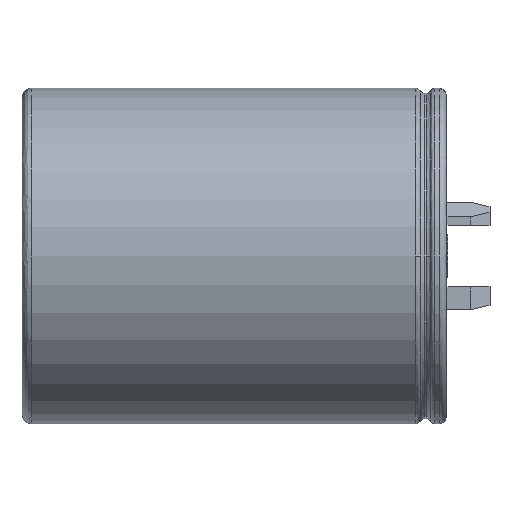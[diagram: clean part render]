
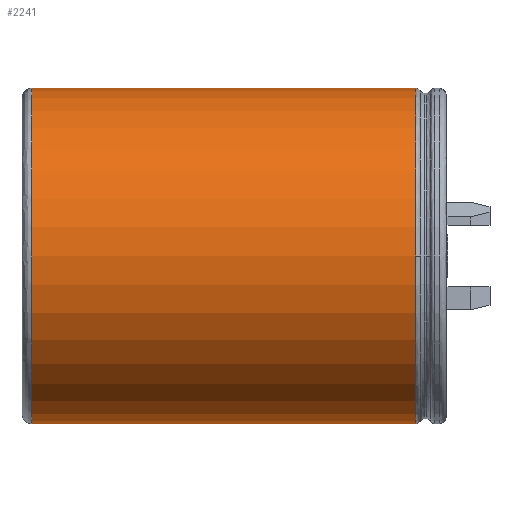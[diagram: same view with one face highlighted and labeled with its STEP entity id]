
A CAD part, left-side view. The second image highlights one B-rep face of the part: STEP entity #2241.
In plain terms, the highlighted cylindrical face has radius 17.78 mm (diameter 35.56 mm), a partial arc.
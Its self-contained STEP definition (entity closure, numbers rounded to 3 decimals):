
#71 = DIRECTION ( 'NONE',  ( 0., 0., -1. ) ) ;
#175 = CARTESIAN_POINT ( 'NONE',  ( 0., 3.236, 0. ) ) ;
#204 = CARTESIAN_POINT ( 'NONE',  ( 0., 3.236, -17.78 ) ) ;
#349 = CIRCLE ( 'NONE', #1979, 17.78 ) ;
#358 = CARTESIAN_POINT ( 'NONE',  ( 0., 51.562, -17.78 ) ) ;
#380 = CARTESIAN_POINT ( 'NONE',  ( 0., 43.986, 17.78 ) ) ;
#394 = EDGE_CURVE ( 'NONE', #1048, #1867, #1190, .T. ) ;
#497 = CIRCLE ( 'NONE', #1422, 17.78 ) ;
#597 = DIRECTION ( 'NONE',  ( 0., -1., 0. ) ) ;
#613 = DIRECTION ( 'NONE',  ( 0., -1., 0. ) ) ;
#697 = CARTESIAN_POINT ( 'NONE',  ( 0., 51.562, 17.78 ) ) ;
#741 = VERTEX_POINT ( 'NONE', #204 ) ;
#745 = DIRECTION ( 'NONE',  ( 0., -1., 0. ) ) ;
#749 = CARTESIAN_POINT ( 'NONE',  ( 0., 43.986, -17.78 ) ) ;
#799 = DIRECTION ( 'NONE',  ( 0., 0., -1. ) ) ;
#813 = CARTESIAN_POINT ( 'NONE',  ( 0., 51.562, 0. ) ) ;
#955 = AXIS2_PLACEMENT_3D ( 'NONE', #1247, #1968, #2824 ) ;
#1027 = EDGE_CURVE ( 'NONE', #741, #2658, #2540, .T. ) ;
#1048 = VERTEX_POINT ( 'NONE', #380 ) ;
#1061 = ORIENTED_EDGE ( 'NONE', *, *, #2621, .T. ) ;
#1190 = LINE ( 'NONE', #697, #2066 ) ;
#1247 = CARTESIAN_POINT ( 'NONE',  ( 0., 3.236, 0. ) ) ;
#1264 = CARTESIAN_POINT ( 'NONE',  ( -17.78, 3.236, 0. ) ) ;
#1422 = AXIS2_PLACEMENT_3D ( 'NONE', #2703, #1587, #71 ) ;
#1429 = AXIS2_PLACEMENT_3D ( 'NONE', #813, #613, #1922 ) ;
#1472 = ORIENTED_EDGE ( 'NONE', *, *, #1895, .T. ) ;
#1539 = ORIENTED_EDGE ( 'NONE', *, *, #1745, .T. ) ;
#1583 = EDGE_LOOP ( 'NONE', ( #1942, #1472, #1061, #1822, #1539 ) ) ;
#1587 = DIRECTION ( 'NONE',  ( 0., -1., 0. ) ) ;
#1745 = EDGE_CURVE ( 'NONE', #2658, #1867, #349, .T. ) ;
#1822 = ORIENTED_EDGE ( 'NONE', *, *, #1027, .T. ) ;
#1858 = CARTESIAN_POINT ( 'NONE',  ( 0., 3.236, 17.78 ) ) ;
#1867 = VERTEX_POINT ( 'NONE', #1858 ) ;
#1884 = VERTEX_POINT ( 'NONE', #749 ) ;
#1895 = EDGE_CURVE ( 'NONE', #1048, #1884, #497, .T. ) ;
#1922 = DIRECTION ( 'NONE',  ( 0., 0., -1. ) ) ;
#1942 = ORIENTED_EDGE ( 'NONE', *, *, #394, .F. ) ;
#1968 = DIRECTION ( 'NONE',  ( 0., 1., 0. ) ) ;
#1979 = AXIS2_PLACEMENT_3D ( 'NONE', #175, #2364, #799 ) ;
#2066 = VECTOR ( 'NONE', #745, 1000. ) ;
#2241 = ADVANCED_FACE ( 'NONE', ( #2860 ), #2613, .T. ) ;
#2361 = LINE ( 'NONE', #358, #2598 ) ;
#2364 = DIRECTION ( 'NONE',  ( 0., 1., 0. ) ) ;
#2540 = CIRCLE ( 'NONE', #955, 17.78 ) ;
#2598 = VECTOR ( 'NONE', #597, 1000. ) ;
#2613 = CYLINDRICAL_SURFACE ( 'NONE', #1429, 17.78 ) ;
#2621 = EDGE_CURVE ( 'NONE', #1884, #741, #2361, .T. ) ;
#2658 = VERTEX_POINT ( 'NONE', #1264 ) ;
#2703 = CARTESIAN_POINT ( 'NONE',  ( 0., 43.986, 0. ) ) ;
#2824 = DIRECTION ( 'NONE',  ( 0., 0., -1. ) ) ;
#2860 = FACE_OUTER_BOUND ( 'NONE', #1583, .T. ) ;
